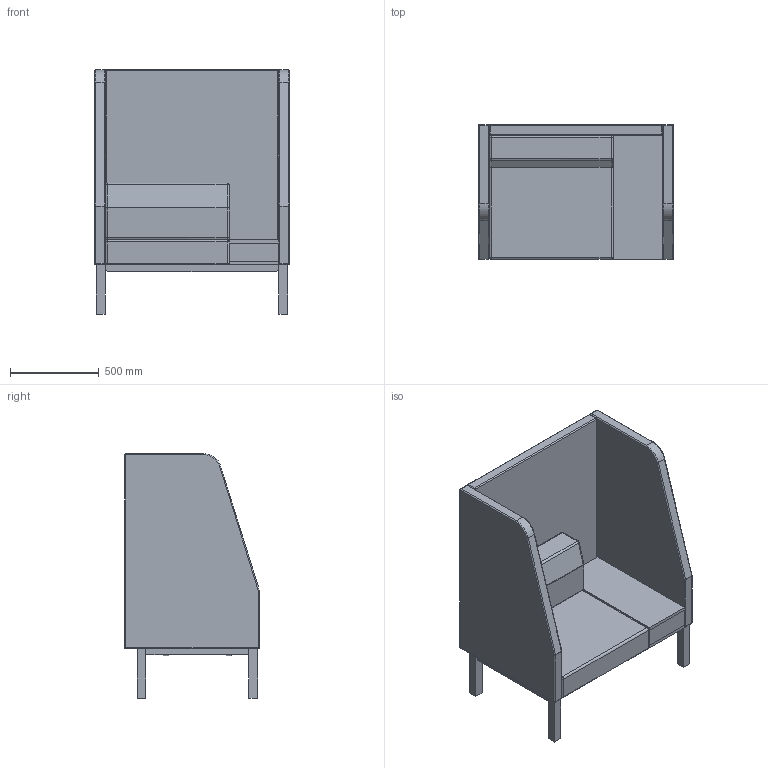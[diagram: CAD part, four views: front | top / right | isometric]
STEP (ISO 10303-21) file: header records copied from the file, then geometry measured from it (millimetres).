
FILE_DESCRIPTION(/* description */ (''),/* implementation_level */ '2;1');
FILE_NAME(/* name */ '5081-126',/* time_stamp */ '2016-09-14T13:51:03+02:00',/* author */ (''),/* organization */ (''),/* preprocessor_version */ 'ST-DEVELOPER v15',/* originating_system */ '',/* authorisation */ '');
FILE_SCHEMA (('CONFIG_CONTROL_DESIGN'));
Length unit declared in the file: millimetre
Products named in the file (1): Document
Bounding box: 1100 x 760 x 1380 mm (x, y, z)
Volume: 238877353.2 mm3; surface area: 9847124.4 mm2
Topology: 18 solids, 20 shells, 241 faces, 487 edges, 284 vertices
Faces by surface type: bspline 127, plane 114
Entity records: 5926 total; most frequent: CARTESIAN_POINT 2738, ORIENTED_EDGE 946, EDGE_CURVE 481, VERTEX_POINT 278, B_SPLINE_CURVE_WITH_KNOTS 277, ADVANCED_FACE 241, FACE_OUTER_BOUND 241, EDGE_LOOP 241
